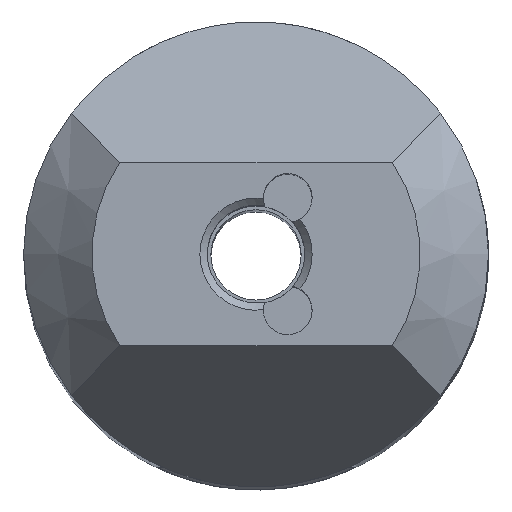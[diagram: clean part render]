
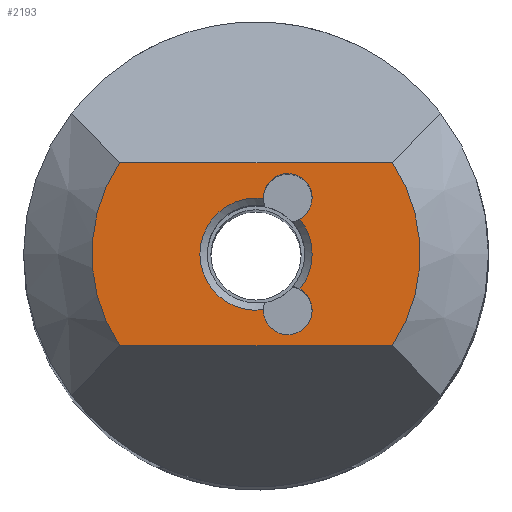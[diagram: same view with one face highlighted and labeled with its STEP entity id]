
A CAD part, top view. The second image highlights one B-rep face of the part: STEP entity #2193.
In plain terms, the highlighted planar face has unit normal (0, 0, 1).
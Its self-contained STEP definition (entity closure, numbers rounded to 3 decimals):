
#22 = DIRECTION ( 'NONE',  ( 1., 0., 0. ) ) ;
#97 = VERTEX_POINT ( 'NONE', #1268 ) ;
#219 = ORIENTED_EDGE ( 'NONE', *, *, #903, .T. ) ;
#275 = CARTESIAN_POINT ( 'NONE',  ( 1.799, -1.433, 90. ) ) ;
#280 = EDGE_CURVE ( 'NONE', #1335, #1030, #738, .T. ) ;
#339 = DIRECTION ( 'NONE',  ( 1., 0., 0. ) ) ;
#360 = AXIS2_PLACEMENT_3D ( 'NONE', #1722, #2100, #1116 ) ;
#366 = CIRCLE ( 'NONE', #1487, 2.3 ) ;
#371 = CARTESIAN_POINT ( 'NONE',  ( 0.3, 2.28, 90. ) ) ;
#451 = DIRECTION ( 'NONE',  ( 1., 0., 0. ) ) ;
#526 = VECTOR ( 'NONE', #945, 1000. ) ;
#544 = CARTESIAN_POINT ( 'NONE',  ( 1.3, -2.3, 90. ) ) ;
#573 = CIRCLE ( 'NONE', #817, 1. ) ;
#607 = CARTESIAN_POINT ( 'NONE',  ( 5.582, -3.75, 90. ) ) ;
#638 = CARTESIAN_POINT ( 'NONE',  ( 1.799, 1.433, 90. ) ) ;
#686 = ORIENTED_EDGE ( 'NONE', *, *, #1284, .F. ) ;
#693 = DIRECTION ( 'NONE',  ( 0., 0., 1. ) ) ;
#705 = DIRECTION ( 'NONE',  ( 0., 0., 1. ) ) ;
#738 = LINE ( 'NONE', #2326, #526 ) ;
#747 = CIRCLE ( 'NONE', #1074, 6.725 ) ;
#791 = AXIS2_PLACEMENT_3D ( 'NONE', #1066, #1667, #1467 ) ;
#817 = AXIS2_PLACEMENT_3D ( 'NONE', #544, #2121, #339 ) ;
#853 = VERTEX_POINT ( 'NONE', #1274 ) ;
#879 = CIRCLE ( 'NONE', #791, 1. ) ;
#903 = EDGE_CURVE ( 'NONE', #2522, #1002, #906, .T. ) ;
#906 = CIRCLE ( 'NONE', #360, 2.3 ) ;
#945 = DIRECTION ( 'NONE',  ( 1., 0., 0. ) ) ;
#1002 = VERTEX_POINT ( 'NONE', #371 ) ;
#1019 = DIRECTION ( 'NONE',  ( 0., 0., -1. ) ) ;
#1023 = CARTESIAN_POINT ( 'NONE',  ( -5.582, -3.75, 90. ) ) ;
#1030 = VERTEX_POINT ( 'NONE', #607 ) ;
#1066 = CARTESIAN_POINT ( 'NONE',  ( 1.3, 2.3, 90. ) ) ;
#1074 = AXIS2_PLACEMENT_3D ( 'NONE', #1531, #1699, #1340 ) ;
#1116 = DIRECTION ( 'NONE',  ( 1., 0., 0. ) ) ;
#1138 = ORIENTED_EDGE ( 'NONE', *, *, #280, .T. ) ;
#1243 = ORIENTED_EDGE ( 'NONE', *, *, #1761, .T. ) ;
#1246 = EDGE_CURVE ( 'NONE', #2522, #1733, #573, .T. ) ;
#1255 = CARTESIAN_POINT ( 'NONE',  ( 0.3, -2.28, 90. ) ) ;
#1268 = CARTESIAN_POINT ( 'NONE',  ( 5.582, 3.75, 90. ) ) ;
#1274 = CARTESIAN_POINT ( 'NONE',  ( -5.582, 3.75, 90. ) ) ;
#1284 = EDGE_CURVE ( 'NONE', #853, #97, #1662, .T. ) ;
#1289 = PLANE ( 'NONE',  #1383 ) ;
#1313 = CARTESIAN_POINT ( 'NONE',  ( 0., 0., 90. ) ) ;
#1335 = VERTEX_POINT ( 'NONE', #1023 ) ;
#1340 = DIRECTION ( 'NONE',  ( 1., 0., 0. ) ) ;
#1377 = CARTESIAN_POINT ( 'NONE',  ( 0., 0., 90. ) ) ;
#1383 = AXIS2_PLACEMENT_3D ( 'NONE', #2090, #693, #1914 ) ;
#1453 = CIRCLE ( 'NONE', #1741, 6.725 ) ;
#1467 = DIRECTION ( 'NONE',  ( 1., 0., 0. ) ) ;
#1481 = VECTOR ( 'NONE', #451, 1000. ) ;
#1487 = AXIS2_PLACEMENT_3D ( 'NONE', #1377, #1019, #22 ) ;
#1522 = EDGE_LOOP ( 'NONE', ( #1690, #2557, #1764, #219 ) ) ;
#1531 = CARTESIAN_POINT ( 'NONE',  ( 0., 0., 90. ) ) ;
#1621 = EDGE_CURVE ( 'NONE', #2388, #1733, #366, .T. ) ;
#1662 = LINE ( 'NONE', #2404, #1481 ) ;
#1667 = DIRECTION ( 'NONE',  ( 0., 0., 1. ) ) ;
#1677 = FACE_OUTER_BOUND ( 'NONE', #2181, .T. ) ;
#1690 = ORIENTED_EDGE ( 'NONE', *, *, #2334, .F. ) ;
#1699 = DIRECTION ( 'NONE',  ( 0., 0., 1. ) ) ;
#1710 = DIRECTION ( 'NONE',  ( 1., 0., 0. ) ) ;
#1722 = CARTESIAN_POINT ( 'NONE',  ( 0., 0., 90. ) ) ;
#1733 = VERTEX_POINT ( 'NONE', #275 ) ;
#1741 = AXIS2_PLACEMENT_3D ( 'NONE', #1313, #705, #1710 ) ;
#1761 = EDGE_CURVE ( 'NONE', #853, #1335, #747, .T. ) ;
#1764 = ORIENTED_EDGE ( 'NONE', *, *, #1246, .F. ) ;
#1914 = DIRECTION ( 'NONE',  ( 1., 0., 0. ) ) ;
#2090 = CARTESIAN_POINT ( 'NONE',  ( 0., 0., 90. ) ) ;
#2100 = DIRECTION ( 'NONE',  ( 0., 0., -1. ) ) ;
#2121 = DIRECTION ( 'NONE',  ( 0., 0., 1. ) ) ;
#2181 = EDGE_LOOP ( 'NONE', ( #1138, #2318, #686, #1243 ) ) ;
#2193 = ADVANCED_FACE ( 'NONE', ( #1677, #2500 ), #1289, .T. ) ;
#2225 = EDGE_CURVE ( 'NONE', #1030, #97, #1453, .T. ) ;
#2318 = ORIENTED_EDGE ( 'NONE', *, *, #2225, .T. ) ;
#2326 = CARTESIAN_POINT ( 'NONE',  ( -9.525, -3.75, 90. ) ) ;
#2334 = EDGE_CURVE ( 'NONE', #2388, #1002, #879, .T. ) ;
#2388 = VERTEX_POINT ( 'NONE', #638 ) ;
#2404 = CARTESIAN_POINT ( 'NONE',  ( -9.525, 3.75, 90. ) ) ;
#2500 = FACE_BOUND ( 'NONE', #1522, .T. ) ;
#2522 = VERTEX_POINT ( 'NONE', #1255 ) ;
#2557 = ORIENTED_EDGE ( 'NONE', *, *, #1621, .T. ) ;
